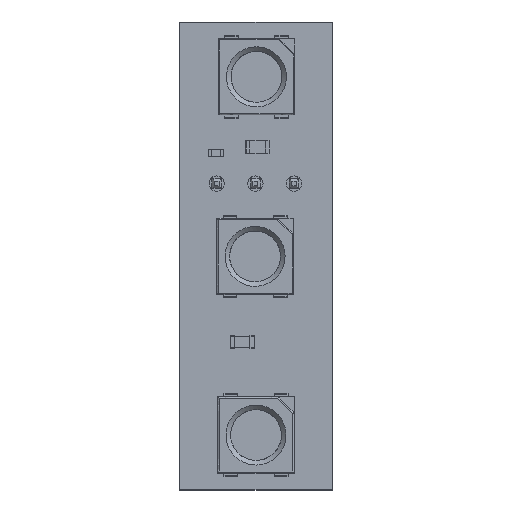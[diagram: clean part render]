
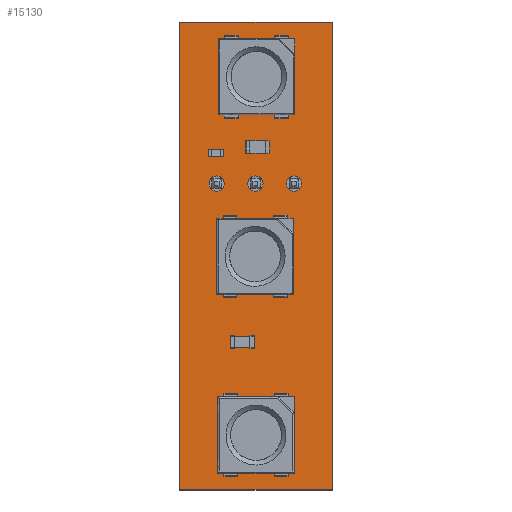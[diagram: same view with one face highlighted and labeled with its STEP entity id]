
A CAD part, top view. The second image highlights one B-rep face of the part: STEP entity #15130.
In plain terms, the highlighted planar face has unit normal (0, 0, 1).
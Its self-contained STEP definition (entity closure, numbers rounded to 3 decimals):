
#14750 = VERTEX_POINT('',#14751);
#14751 = CARTESIAN_POINT('',(46.1,-34.5,1.6));
#14758 = PLANE('',#14759);
#14759 = AXIS2_PLACEMENT_3D('',#14760,#14761,#14762);
#14760 = CARTESIAN_POINT('',(46.1,-34.5,0.));
#14761 = DIRECTION('',(0.,-1.,0.));
#14762 = DIRECTION('',(-1.,0.,0.));
#14770 = PLANE('',#14771);
#14771 = AXIS2_PLACEMENT_3D('',#14772,#14773,#14774);
#14772 = CARTESIAN_POINT('',(46.1,-65.2,0.));
#14773 = DIRECTION('',(-1.,0.,0.));
#14774 = DIRECTION('',(0.,1.,0.));
#14782 = EDGE_CURVE('',#14750,#14783,#14785,.T.);
#14783 = VERTEX_POINT('',#14784);
#14784 = CARTESIAN_POINT('',(36.1,-34.5,1.6));
#14785 = SURFACE_CURVE('',#14786,(#14790,#14797),.PCURVE_S1.);
#14786 = LINE('',#14787,#14788);
#14787 = CARTESIAN_POINT('',(46.1,-34.5,1.6));
#14788 = VECTOR('',#14789,1.);
#14789 = DIRECTION('',(-1.,0.,0.));
#14790 = PCURVE('',#14758,#14791);
#14791 = DEFINITIONAL_REPRESENTATION('',(#14792),#14796);
#14792 = LINE('',#14793,#14794);
#14793 = CARTESIAN_POINT('',(0.,-1.6));
#14794 = VECTOR('',#14795,1.);
#14795 = DIRECTION('',(1.,0.));
#14796 = ( GEOMETRIC_REPRESENTATION_CONTEXT(2) 
PARAMETRIC_REPRESENTATION_CONTEXT() REPRESENTATION_CONTEXT('2D SPACE',''
  ) );
#14797 = PCURVE('',#14798,#14803);
#14798 = PLANE('',#14799);
#14799 = AXIS2_PLACEMENT_3D('',#14800,#14801,#14802);
#14800 = CARTESIAN_POINT('',(41.1,-49.85,1.6));
#14801 = DIRECTION('',(0.,0.,1.));
#14802 = DIRECTION('',(1.,0.,-0.));
#14803 = DEFINITIONAL_REPRESENTATION('',(#14804),#14808);
#14804 = LINE('',#14805,#14806);
#14805 = CARTESIAN_POINT('',(5.,15.35));
#14806 = VECTOR('',#14807,1.);
#14807 = DIRECTION('',(-1.,0.));
#14808 = ( GEOMETRIC_REPRESENTATION_CONTEXT(2) 
PARAMETRIC_REPRESENTATION_CONTEXT() REPRESENTATION_CONTEXT('2D SPACE',''
  ) );
#14826 = PLANE('',#14827);
#14827 = AXIS2_PLACEMENT_3D('',#14828,#14829,#14830);
#14828 = CARTESIAN_POINT('',(36.1,-34.5,0.));
#14829 = DIRECTION('',(1.,0.,-0.));
#14830 = DIRECTION('',(0.,-1.,0.));
#14870 = VERTEX_POINT('',#14871);
#14871 = CARTESIAN_POINT('',(46.1,-65.2,1.6));
#14885 = PLANE('',#14886);
#14886 = AXIS2_PLACEMENT_3D('',#14887,#14888,#14889);
#14887 = CARTESIAN_POINT('',(36.1,-65.2,0.));
#14888 = DIRECTION('',(0.,1.,0.));
#14889 = DIRECTION('',(1.,0.,0.));
#14897 = EDGE_CURVE('',#14870,#14750,#14898,.T.);
#14898 = SURFACE_CURVE('',#14899,(#14903,#14910),.PCURVE_S1.);
#14899 = LINE('',#14900,#14901);
#14900 = CARTESIAN_POINT('',(46.1,-65.2,1.6));
#14901 = VECTOR('',#14902,1.);
#14902 = DIRECTION('',(0.,1.,0.));
#14903 = PCURVE('',#14770,#14904);
#14904 = DEFINITIONAL_REPRESENTATION('',(#14905),#14909);
#14905 = LINE('',#14906,#14907);
#14906 = CARTESIAN_POINT('',(0.,-1.6));
#14907 = VECTOR('',#14908,1.);
#14908 = DIRECTION('',(1.,0.));
#14909 = ( GEOMETRIC_REPRESENTATION_CONTEXT(2) 
PARAMETRIC_REPRESENTATION_CONTEXT() REPRESENTATION_CONTEXT('2D SPACE',''
  ) );
#14910 = PCURVE('',#14798,#14911);
#14911 = DEFINITIONAL_REPRESENTATION('',(#14912),#14916);
#14912 = LINE('',#14913,#14914);
#14913 = CARTESIAN_POINT('',(5.,-15.35));
#14914 = VECTOR('',#14915,1.);
#14915 = DIRECTION('',(0.,1.));
#14916 = ( GEOMETRIC_REPRESENTATION_CONTEXT(2) 
PARAMETRIC_REPRESENTATION_CONTEXT() REPRESENTATION_CONTEXT('2D SPACE',''
  ) );
#14944 = EDGE_CURVE('',#14783,#14945,#14947,.T.);
#14945 = VERTEX_POINT('',#14946);
#14946 = CARTESIAN_POINT('',(36.1,-65.2,1.6));
#14947 = SURFACE_CURVE('',#14948,(#14952,#14959),.PCURVE_S1.);
#14948 = LINE('',#14949,#14950);
#14949 = CARTESIAN_POINT('',(36.1,-34.5,1.6));
#14950 = VECTOR('',#14951,1.);
#14951 = DIRECTION('',(0.,-1.,0.));
#14952 = PCURVE('',#14826,#14953);
#14953 = DEFINITIONAL_REPRESENTATION('',(#14954),#14958);
#14954 = LINE('',#14955,#14956);
#14955 = CARTESIAN_POINT('',(0.,-1.6));
#14956 = VECTOR('',#14957,1.);
#14957 = DIRECTION('',(1.,0.));
#14958 = ( GEOMETRIC_REPRESENTATION_CONTEXT(2) 
PARAMETRIC_REPRESENTATION_CONTEXT() REPRESENTATION_CONTEXT('2D SPACE',''
  ) );
#14959 = PCURVE('',#14798,#14960);
#14960 = DEFINITIONAL_REPRESENTATION('',(#14961),#14965);
#14961 = LINE('',#14962,#14963);
#14962 = CARTESIAN_POINT('',(-5.,15.35));
#14963 = VECTOR('',#14964,1.);
#14964 = DIRECTION('',(0.,-1.));
#14965 = ( GEOMETRIC_REPRESENTATION_CONTEXT(2) 
PARAMETRIC_REPRESENTATION_CONTEXT() REPRESENTATION_CONTEXT('2D SPACE',''
  ) );
#15057 = CYLINDRICAL_SURFACE('',#15058,0.5);
#15058 = AXIS2_PLACEMENT_3D('',#15059,#15060,#15061);
#15059 = CARTESIAN_POINT('',(38.52,-45.1,-0.8));
#15060 = DIRECTION('',(0.,0.,1.));
#15061 = DIRECTION('',(1.,0.,-0.));
#15088 = CYLINDRICAL_SURFACE('',#15089,0.5);
#15089 = AXIS2_PLACEMENT_3D('',#15090,#15091,#15092);
#15090 = CARTESIAN_POINT('',(41.06,-45.1,-0.8));
#15091 = DIRECTION('',(0.,0.,1.));
#15092 = DIRECTION('',(1.,0.,-0.));
#15119 = CYLINDRICAL_SURFACE('',#15120,0.5);
#15120 = AXIS2_PLACEMENT_3D('',#15121,#15122,#15123);
#15121 = CARTESIAN_POINT('',(43.6,-45.1,-0.8));
#15122 = DIRECTION('',(0.,0.,1.));
#15123 = DIRECTION('',(1.,0.,-0.));
#15130 = ADVANCED_FACE('',(#15131,#15157,#15183,#15209),#14798,.T.);
#15131 = FACE_BOUND('',#15132,.T.);
#15132 = EDGE_LOOP('',(#15133,#15134,#15135,#15156));
#15133 = ORIENTED_EDGE('',*,*,#14782,.T.);
#15134 = ORIENTED_EDGE('',*,*,#14944,.T.);
#15135 = ORIENTED_EDGE('',*,*,#15136,.T.);
#15136 = EDGE_CURVE('',#14945,#14870,#15137,.T.);
#15137 = SURFACE_CURVE('',#15138,(#15142,#15149),.PCURVE_S1.);
#15138 = LINE('',#15139,#15140);
#15139 = CARTESIAN_POINT('',(36.1,-65.2,1.6));
#15140 = VECTOR('',#15141,1.);
#15141 = DIRECTION('',(1.,0.,0.));
#15142 = PCURVE('',#14798,#15143);
#15143 = DEFINITIONAL_REPRESENTATION('',(#15144),#15148);
#15144 = LINE('',#15145,#15146);
#15145 = CARTESIAN_POINT('',(-5.,-15.35));
#15146 = VECTOR('',#15147,1.);
#15147 = DIRECTION('',(1.,0.));
#15148 = ( GEOMETRIC_REPRESENTATION_CONTEXT(2) 
PARAMETRIC_REPRESENTATION_CONTEXT() REPRESENTATION_CONTEXT('2D SPACE',''
  ) );
#15149 = PCURVE('',#14885,#15150);
#15150 = DEFINITIONAL_REPRESENTATION('',(#15151),#15155);
#15151 = LINE('',#15152,#15153);
#15152 = CARTESIAN_POINT('',(0.,-1.6));
#15153 = VECTOR('',#15154,1.);
#15154 = DIRECTION('',(1.,0.));
#15155 = ( GEOMETRIC_REPRESENTATION_CONTEXT(2) 
PARAMETRIC_REPRESENTATION_CONTEXT() REPRESENTATION_CONTEXT('2D SPACE',''
  ) );
#15156 = ORIENTED_EDGE('',*,*,#14897,.T.);
#15157 = FACE_BOUND('',#15158,.T.);
#15158 = EDGE_LOOP('',(#15159));
#15159 = ORIENTED_EDGE('',*,*,#15160,.F.);
#15160 = EDGE_CURVE('',#15161,#15161,#15163,.T.);
#15161 = VERTEX_POINT('',#15162);
#15162 = CARTESIAN_POINT('',(39.02,-45.1,1.6));
#15163 = SURFACE_CURVE('',#15164,(#15169,#15176),.PCURVE_S1.);
#15164 = CIRCLE('',#15165,0.5);
#15165 = AXIS2_PLACEMENT_3D('',#15166,#15167,#15168);
#15166 = CARTESIAN_POINT('',(38.52,-45.1,1.6));
#15167 = DIRECTION('',(0.,0.,1.));
#15168 = DIRECTION('',(1.,0.,-0.));
#15169 = PCURVE('',#14798,#15170);
#15170 = DEFINITIONAL_REPRESENTATION('',(#15171),#15175);
#15171 = CIRCLE('',#15172,0.5);
#15172 = AXIS2_PLACEMENT_2D('',#15173,#15174);
#15173 = CARTESIAN_POINT('',(-2.58,4.75));
#15174 = DIRECTION('',(1.,0.));
#15175 = ( GEOMETRIC_REPRESENTATION_CONTEXT(2) 
PARAMETRIC_REPRESENTATION_CONTEXT() REPRESENTATION_CONTEXT('2D SPACE',''
  ) );
#15176 = PCURVE('',#15057,#15177);
#15177 = DEFINITIONAL_REPRESENTATION('',(#15178),#15182);
#15178 = LINE('',#15179,#15180);
#15179 = CARTESIAN_POINT('',(0.,2.4));
#15180 = VECTOR('',#15181,1.);
#15181 = DIRECTION('',(1.,0.));
#15182 = ( GEOMETRIC_REPRESENTATION_CONTEXT(2) 
PARAMETRIC_REPRESENTATION_CONTEXT() REPRESENTATION_CONTEXT('2D SPACE',''
  ) );
#15183 = FACE_BOUND('',#15184,.T.);
#15184 = EDGE_LOOP('',(#15185));
#15185 = ORIENTED_EDGE('',*,*,#15186,.F.);
#15186 = EDGE_CURVE('',#15187,#15187,#15189,.T.);
#15187 = VERTEX_POINT('',#15188);
#15188 = CARTESIAN_POINT('',(41.56,-45.1,1.6));
#15189 = SURFACE_CURVE('',#15190,(#15195,#15202),.PCURVE_S1.);
#15190 = CIRCLE('',#15191,0.5);
#15191 = AXIS2_PLACEMENT_3D('',#15192,#15193,#15194);
#15192 = CARTESIAN_POINT('',(41.06,-45.1,1.6));
#15193 = DIRECTION('',(0.,0.,1.));
#15194 = DIRECTION('',(1.,0.,-0.));
#15195 = PCURVE('',#14798,#15196);
#15196 = DEFINITIONAL_REPRESENTATION('',(#15197),#15201);
#15197 = CIRCLE('',#15198,0.5);
#15198 = AXIS2_PLACEMENT_2D('',#15199,#15200);
#15199 = CARTESIAN_POINT('',(-0.04,4.75));
#15200 = DIRECTION('',(1.,0.));
#15201 = ( GEOMETRIC_REPRESENTATION_CONTEXT(2) 
PARAMETRIC_REPRESENTATION_CONTEXT() REPRESENTATION_CONTEXT('2D SPACE',''
  ) );
#15202 = PCURVE('',#15088,#15203);
#15203 = DEFINITIONAL_REPRESENTATION('',(#15204),#15208);
#15204 = LINE('',#15205,#15206);
#15205 = CARTESIAN_POINT('',(0.,2.4));
#15206 = VECTOR('',#15207,1.);
#15207 = DIRECTION('',(1.,0.));
#15208 = ( GEOMETRIC_REPRESENTATION_CONTEXT(2) 
PARAMETRIC_REPRESENTATION_CONTEXT() REPRESENTATION_CONTEXT('2D SPACE',''
  ) );
#15209 = FACE_BOUND('',#15210,.T.);
#15210 = EDGE_LOOP('',(#15211));
#15211 = ORIENTED_EDGE('',*,*,#15212,.F.);
#15212 = EDGE_CURVE('',#15213,#15213,#15215,.T.);
#15213 = VERTEX_POINT('',#15214);
#15214 = CARTESIAN_POINT('',(44.1,-45.1,1.6));
#15215 = SURFACE_CURVE('',#15216,(#15221,#15228),.PCURVE_S1.);
#15216 = CIRCLE('',#15217,0.5);
#15217 = AXIS2_PLACEMENT_3D('',#15218,#15219,#15220);
#15218 = CARTESIAN_POINT('',(43.6,-45.1,1.6));
#15219 = DIRECTION('',(0.,0.,1.));
#15220 = DIRECTION('',(1.,0.,-0.));
#15221 = PCURVE('',#14798,#15222);
#15222 = DEFINITIONAL_REPRESENTATION('',(#15223),#15227);
#15223 = CIRCLE('',#15224,0.5);
#15224 = AXIS2_PLACEMENT_2D('',#15225,#15226);
#15225 = CARTESIAN_POINT('',(2.5,4.75));
#15226 = DIRECTION('',(1.,0.));
#15227 = ( GEOMETRIC_REPRESENTATION_CONTEXT(2) 
PARAMETRIC_REPRESENTATION_CONTEXT() REPRESENTATION_CONTEXT('2D SPACE',''
  ) );
#15228 = PCURVE('',#15119,#15229);
#15229 = DEFINITIONAL_REPRESENTATION('',(#15230),#15234);
#15230 = LINE('',#15231,#15232);
#15231 = CARTESIAN_POINT('',(0.,2.4));
#15232 = VECTOR('',#15233,1.);
#15233 = DIRECTION('',(1.,0.));
#15234 = ( GEOMETRIC_REPRESENTATION_CONTEXT(2) 
PARAMETRIC_REPRESENTATION_CONTEXT() REPRESENTATION_CONTEXT('2D SPACE',''
  ) );
